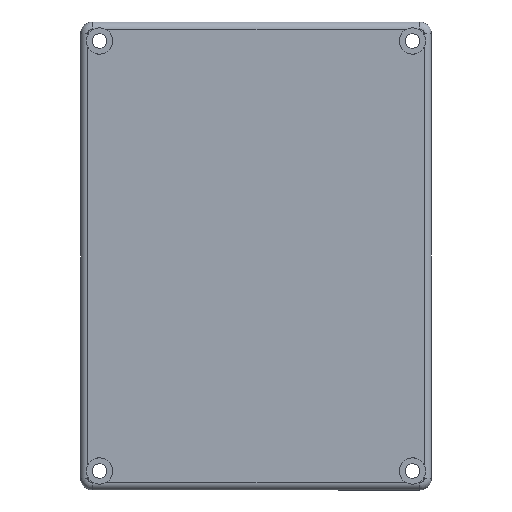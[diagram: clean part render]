
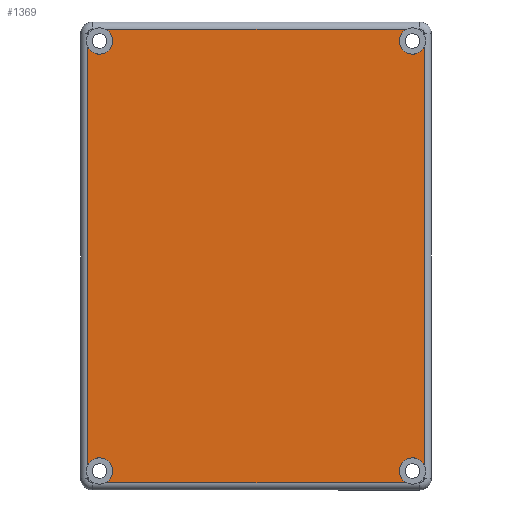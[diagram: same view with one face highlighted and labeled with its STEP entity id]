
A CAD part, front view. The second image highlights one B-rep face of the part: STEP entity #1369.
In plain terms, the highlighted planar face has unit normal (0, -1, 0).
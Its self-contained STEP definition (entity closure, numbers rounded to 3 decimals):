
#49 = AXIS2_PLACEMENT_3D ( 'NONE', #4677, #794, #5331 ) ;
#111 = VERTEX_POINT ( 'NONE', #710 ) ;
#128 = EDGE_CURVE ( 'NONE', #4882, #6286, #3552, .T. ) ;
#335 = ORIENTED_EDGE ( 'NONE', *, *, #1422, .F. ) ;
#478 = CARTESIAN_POINT ( 'NONE',  ( 53.5, -4., 69. ) ) ;
#483 = ORIENTED_EDGE ( 'NONE', *, *, #128, .F. ) ;
#550 = CARTESIAN_POINT ( 'NONE',  ( -60., -4., -77.5 ) ) ;
#558 = CARTESIAN_POINT ( 'NONE',  ( 53.5, -4., -73.5 ) ) ;
#592 = CARTESIAN_POINT ( 'NONE',  ( -60., -4., 77.5 ) ) ;
#653 = ORIENTED_EDGE ( 'NONE', *, *, #8337, .F. ) ;
#710 = CARTESIAN_POINT ( 'NONE',  ( 53.5, -4., -69. ) ) ;
#765 = EDGE_CURVE ( 'NONE', #3449, #111, #5719, .T. ) ;
#794 = DIRECTION ( 'NONE',  ( 0., -1., 0. ) ) ;
#878 = EDGE_CURVE ( 'NONE', #3449, #6286, #8129, .T. ) ;
#913 = VERTEX_POINT ( 'NONE', #2314 ) ;
#960 = AXIS2_PLACEMENT_3D ( 'NONE', #6521, #2684, #7144 ) ;
#964 = DIRECTION ( 'NONE',  ( 0., -1., 0. ) ) ;
#971 = EDGE_CURVE ( 'NONE', #3078, #7529, #2606, .T. ) ;
#1013 = AXIS2_PLACEMENT_3D ( 'NONE', #1559, #2857, #4131 ) ;
#1085 = EDGE_CURVE ( 'NONE', #3078, #1840, #5425, .T. ) ;
#1199 = DIRECTION ( 'NONE',  ( 0., 0., -1. ) ) ;
#1369 = ADVANCED_FACE ( 'NONE', ( #7922 ), #7311, .T. ) ;
#1384 = CARTESIAN_POINT ( 'NONE',  ( -53.5, -4., 73.5 ) ) ;
#1422 = EDGE_CURVE ( 'NONE', #7529, #2341, #6014, .T. ) ;
#1455 = ORIENTED_EDGE ( 'NONE', *, *, #4583, .T. ) ;
#1494 = CARTESIAN_POINT ( 'NONE',  ( 57.5, -4., -71.438 ) ) ;
#1559 = CARTESIAN_POINT ( 'NONE',  ( -60., -4., 80. ) ) ;
#1755 = CARTESIAN_POINT ( 'NONE',  ( 57.5, -4., 71.438 ) ) ;
#1760 = ORIENTED_EDGE ( 'NONE', *, *, #6440, .T. ) ;
#1795 = VECTOR ( 'NONE', #4427, 1000. ) ;
#1840 = VERTEX_POINT ( 'NONE', #8148 ) ;
#2048 = DIRECTION ( 'NONE',  ( 0., 0., -1. ) ) ;
#2078 = DIRECTION ( 'NONE',  ( 0., -1., 0. ) ) ;
#2181 = CARTESIAN_POINT ( 'NONE',  ( 51.438, -4., 77.5 ) ) ;
#2190 = CIRCLE ( 'NONE', #6522, 4.5 ) ;
#2257 = ORIENTED_EDGE ( 'NONE', *, *, #5470, .F. ) ;
#2314 = CARTESIAN_POINT ( 'NONE',  ( -53.5, -4., 69. ) ) ;
#2341 = VERTEX_POINT ( 'NONE', #2382 ) ;
#2373 = CARTESIAN_POINT ( 'NONE',  ( -53.5, -4., -73.5 ) ) ;
#2382 = CARTESIAN_POINT ( 'NONE',  ( -57.5, -4., -71.438 ) ) ;
#2594 = CARTESIAN_POINT ( 'NONE',  ( -53.5, -4., -69. ) ) ;
#2606 = CIRCLE ( 'NONE', #6531, 4.5 ) ;
#2684 = DIRECTION ( 'NONE',  ( 0., -1., 0. ) ) ;
#2755 = ORIENTED_EDGE ( 'NONE', *, *, #971, .F. ) ;
#2775 = AXIS2_PLACEMENT_3D ( 'NONE', #4837, #964, #5492 ) ;
#2857 = DIRECTION ( 'NONE',  ( 0., -1., 0. ) ) ;
#2889 = CARTESIAN_POINT ( 'NONE',  ( -53.5, -4., 73.5 ) ) ;
#2898 = DIRECTION ( 'NONE',  ( 0., 0., 1. ) ) ;
#3012 = DIRECTION ( 'NONE',  ( 0., 0., -1. ) ) ;
#3037 = VECTOR ( 'NONE', #4012, 1000. ) ;
#3065 = AXIS2_PLACEMENT_3D ( 'NONE', #558, #5088, #1199 ) ;
#3078 = VERTEX_POINT ( 'NONE', #5239 ) ;
#3324 = EDGE_LOOP ( 'NONE', ( #2755, #4594, #6690, #4471, #4141, #483, #4876, #1760, #653, #2257, #1455, #335 ) ) ;
#3449 = VERTEX_POINT ( 'NONE', #1494 ) ;
#3526 = CIRCLE ( 'NONE', #4691, 4.5 ) ;
#3539 = DIRECTION ( 'NONE',  ( 0., 0., -1. ) ) ;
#3540 = EDGE_CURVE ( 'NONE', #4526, #4882, #7878, .T. ) ;
#3552 = CIRCLE ( 'NONE', #960, 4.5 ) ;
#3917 = VERTEX_POINT ( 'NONE', #6015 ) ;
#4012 = DIRECTION ( 'NONE',  ( 0., 0., -1. ) ) ;
#4022 = VECTOR ( 'NONE', #5123, 1000. ) ;
#4131 = DIRECTION ( 'NONE',  ( 0., 0., -1. ) ) ;
#4141 = ORIENTED_EDGE ( 'NONE', *, *, #878, .T. ) ;
#4427 = DIRECTION ( 'NONE',  ( 1., 0., 0. ) ) ;
#4471 = ORIENTED_EDGE ( 'NONE', *, *, #765, .F. ) ;
#4526 = VERTEX_POINT ( 'NONE', #2181 ) ;
#4583 = EDGE_CURVE ( 'NONE', #3917, #2341, #4748, .T. ) ;
#4594 = ORIENTED_EDGE ( 'NONE', *, *, #1085, .T. ) ;
#4677 = CARTESIAN_POINT ( 'NONE',  ( 53.5, -4., -73.5 ) ) ;
#4691 = AXIS2_PLACEMENT_3D ( 'NONE', #1384, #5886, #2048 ) ;
#4748 = LINE ( 'NONE', #7203, #3037 ) ;
#4837 = CARTESIAN_POINT ( 'NONE',  ( -53.5, -4., -73.5 ) ) ;
#4876 = ORIENTED_EDGE ( 'NONE', *, *, #3540, .F. ) ;
#4882 = VERTEX_POINT ( 'NONE', #478 ) ;
#4884 = VERTEX_POINT ( 'NONE', #8188 ) ;
#4921 = VECTOR ( 'NONE', #2898, 1000. ) ;
#5088 = DIRECTION ( 'NONE',  ( 0., -1., 0. ) ) ;
#5123 = DIRECTION ( 'NONE',  ( -1., 0., 0. ) ) ;
#5239 = CARTESIAN_POINT ( 'NONE',  ( -51.438, -4., -77.5 ) ) ;
#5331 = DIRECTION ( 'NONE',  ( 0., 0., -1. ) ) ;
#5425 = LINE ( 'NONE', #550, #1795 ) ;
#5437 = CIRCLE ( 'NONE', #3065, 4.5 ) ;
#5470 = EDGE_CURVE ( 'NONE', #3917, #913, #2190, .T. ) ;
#5492 = DIRECTION ( 'NONE',  ( 0., 0., -1. ) ) ;
#5719 = CIRCLE ( 'NONE', #49, 4.5 ) ;
#5730 = LINE ( 'NONE', #592, #4022 ) ;
#5886 = DIRECTION ( 'NONE',  ( 0., -1., 0. ) ) ;
#5910 = CARTESIAN_POINT ( 'NONE',  ( 53.5, -4., 73.5 ) ) ;
#6014 = CIRCLE ( 'NONE', #2775, 4.5 ) ;
#6015 = CARTESIAN_POINT ( 'NONE',  ( -57.5, -4., 71.438 ) ) ;
#6103 = CARTESIAN_POINT ( 'NONE',  ( 57.5, -4., 80. ) ) ;
#6286 = VERTEX_POINT ( 'NONE', #1755 ) ;
#6341 = AXIS2_PLACEMENT_3D ( 'NONE', #5910, #2078, #6559 ) ;
#6440 = EDGE_CURVE ( 'NONE', #4526, #4884, #5730, .T. ) ;
#6521 = CARTESIAN_POINT ( 'NONE',  ( 53.5, -4., 73.5 ) ) ;
#6522 = AXIS2_PLACEMENT_3D ( 'NONE', #2889, #7373, #3539 ) ;
#6531 = AXIS2_PLACEMENT_3D ( 'NONE', #2373, #6843, #3012 ) ;
#6559 = DIRECTION ( 'NONE',  ( 0., 0., -1. ) ) ;
#6650 = EDGE_CURVE ( 'NONE', #111, #1840, #5437, .T. ) ;
#6690 = ORIENTED_EDGE ( 'NONE', *, *, #6650, .F. ) ;
#6843 = DIRECTION ( 'NONE',  ( 0., -1., 0. ) ) ;
#7144 = DIRECTION ( 'NONE',  ( 0., 0., -1. ) ) ;
#7203 = CARTESIAN_POINT ( 'NONE',  ( -57.5, -4., 80. ) ) ;
#7311 = PLANE ( 'NONE',  #1013 ) ;
#7373 = DIRECTION ( 'NONE',  ( 0., -1., 0. ) ) ;
#7529 = VERTEX_POINT ( 'NONE', #2594 ) ;
#7878 = CIRCLE ( 'NONE', #6341, 4.5 ) ;
#7922 = FACE_OUTER_BOUND ( 'NONE', #3324, .T. ) ;
#8129 = LINE ( 'NONE', #6103, #4921 ) ;
#8148 = CARTESIAN_POINT ( 'NONE',  ( 51.438, -4., -77.5 ) ) ;
#8188 = CARTESIAN_POINT ( 'NONE',  ( -51.438, -4., 77.5 ) ) ;
#8337 = EDGE_CURVE ( 'NONE', #913, #4884, #3526, .T. ) ;
